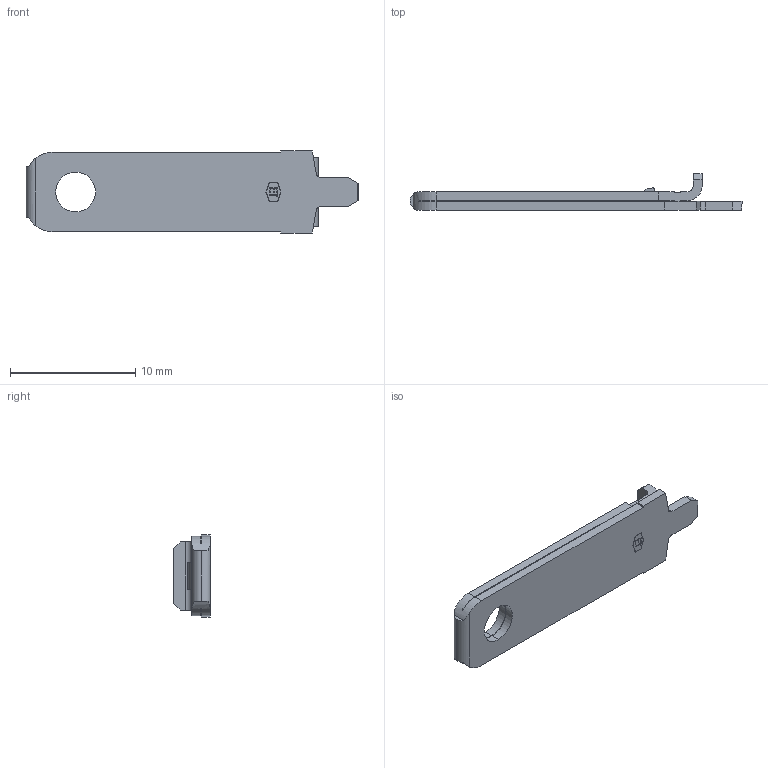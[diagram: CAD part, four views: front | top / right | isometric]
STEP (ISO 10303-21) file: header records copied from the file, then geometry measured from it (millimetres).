
FILE_DESCRIPTION (( 'STEP AP203' ), '1' );
FILE_NAME ('14016.STEP', '2019-12-31T12:56:45', ( 'tempuser' ), ( 'Microsoft' ), 'SwSTEP 2.0', 'SolidWorks 2019', '' );
FILE_SCHEMA (( 'CONFIG_CONTROL_DESIGN' ));
Length unit declared in the file: inch
Products named in the file (1): 14016
Bounding box: 26.49 x 2.92 x 6.58 mm (x, y, z)
Volume: 201.6 mm3; surface area: 665.4 mm2
Topology: 1 solids, 1 shells, 99 faces, 273 edges, 182 vertices
Faces by surface type: plane 82, cylinder 17
Entity records: 3278 total; most frequent: CARTESIAN_POINT 641, ORIENTED_EDGE 546, DIRECTION 499, EDGE_CURVE 273, VECTOR 231, LINE 231, VERTEX_POINT 182, AXIS2_PLACEMENT_3D 134
